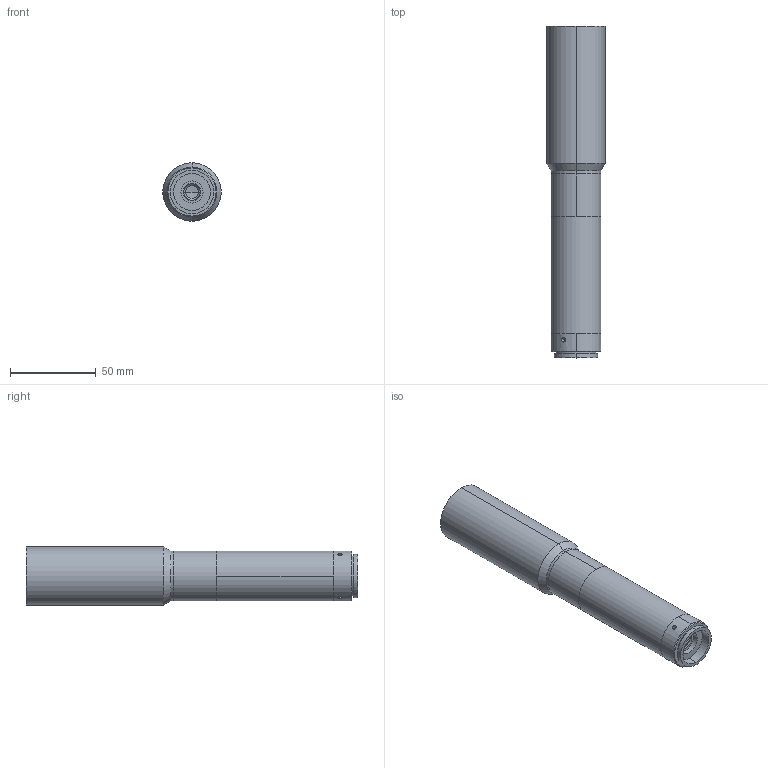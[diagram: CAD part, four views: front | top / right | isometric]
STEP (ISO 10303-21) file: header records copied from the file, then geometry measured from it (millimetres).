
FILE_DESCRIPTION (( 'STEP AP203' ), '1' );
FILE_NAME ('XF-T2X300.STEP', '2015-07-30T10:12:10', ( 'Lxtx999.CoM' ), ( 'Lxtx999.CoM' ), 'SwSTEP 2.0', 'SolidWorks 2014', '' );
FILE_SCHEMA (( 'CONFIG_CONTROL_DESIGN' ));
Length unit declared in the file: millimetre
Products named in the file (1): XF-T2X300
Bounding box: 34 x 193.2 x 34 mm (x, y, z)
Surface area: 22364.5 mm2 (no closed solid volume)
Topology: 0 solids, 8 shells, 56 faces, 150 edges, 103 vertices
Faces by surface type: cylinder 30, plane 18, cone 6, sphere 2
Entity records: 2050 total; most frequent: CARTESIAN_POINT 550, DIRECTION 326, ORIENTED_EDGE 246, EDGE_CURVE 150, AXIS2_PLACEMENT_3D 135, VERTEX_POINT 103, CIRCLE 78, EDGE_LOOP 67
